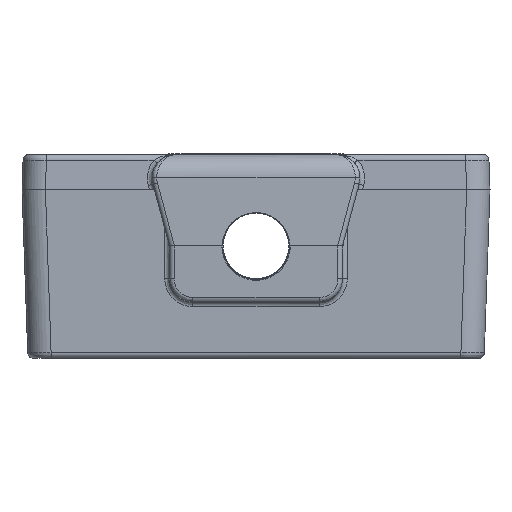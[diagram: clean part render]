
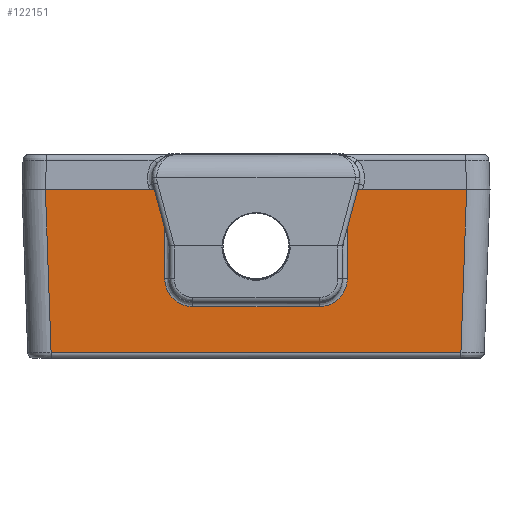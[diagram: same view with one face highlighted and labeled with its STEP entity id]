
A CAD part, left-side view. The second image highlights one B-rep face of the part: STEP entity #122151.
In plain terms, the highlighted planar face has unit normal (-1, 0, -0.018).
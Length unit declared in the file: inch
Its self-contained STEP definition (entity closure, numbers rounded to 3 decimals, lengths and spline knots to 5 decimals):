
#3244 = LINE ( 'NONE', #147161, #110906 ) ;
#7520 = CARTESIAN_POINT ( 'NONE',  ( -2.275, 0.4875, 0.4225 ) ) ;
#10609 = VERTEX_POINT ( 'NONE', #101493 ) ;
#13693 = CARTESIAN_POINT ( 'NONE',  ( -2.2641, -0.3375, -0.20206 ) ) ;
#14494 = CARTESIAN_POINT ( 'NONE',  ( -2.2598, 1.0946, -0.44802 ) ) ;
#15288 = VERTEX_POINT ( 'NONE', #218811 ) ;
#15884 = VECTOR ( 'NONE', #31329, 39.37008 ) ;
#26594 = ORIENTED_EDGE ( 'NONE', *, *, #126289, .F. ) ;
#29967 = EDGE_CURVE ( 'NONE', #10609, #227728, #139260, .T. ) ;
#30074 = CARTESIAN_POINT ( 'NONE',  ( -2.26511, 0.45743, -0.14423 ) ) ;
#31329 = DIRECTION ( 'NONE',  ( -0.017, 0.035, 0.999 ) ) ;
#32882 = CARTESIAN_POINT ( 'NONE',  ( -2.26603, -0.4836, -0.09132 ) ) ;
#35164 = CARTESIAN_POINT ( 'NONE',  ( -2.25184, -1.07867, -0.90408 ) ) ;
#37012 = LINE ( 'NONE', #108950, #221919 ) ;
#38017 = DIRECTION ( 'NONE',  ( 0., -1., 0. ) ) ;
#44898 = VERTEX_POINT ( 'NONE', #145999 ) ;
#46946 = ORIENTED_EDGE ( 'NONE', *, *, #225864, .F. ) ;
#50080 = EDGE_LOOP ( 'NONE', ( #213732, #103390, #46946, #206452, #26594, #176839, #133356, #72663, #51429, #146836 ) ) ;
#50839 = CARTESIAN_POINT ( 'NONE',  ( -2.26637, -0.4875, -0.0717 ) ) ;
#51429 = ORIENTED_EDGE ( 'NONE', *, *, #87323, .F. ) ;
#53957 = LINE ( 'NONE', #14494, #15884 ) ;
#54290 = DIRECTION ( 'NONE',  ( 0.017, 0.035, -0.999 ) ) ;
#55484 = DIRECTION ( 'NONE',  ( 0.017, 0., -1. ) ) ;
#59319 = VERTEX_POINT ( 'NONE', #148014 ) ;
#71840 = CARTESIAN_POINT ( 'NONE',  ( -2.26603, 0.4836, -0.09133 ) ) ;
#72663 = ORIENTED_EDGE ( 'NONE', *, *, #191879, .F. ) ;
#77139 = EDGE_CURVE ( 'NONE', #15288, #10609, #150484, .T. ) ;
#79773 = VECTOR ( 'NONE', #141621, 39.37008 ) ;
#85092 = CARTESIAN_POINT ( 'NONE',  ( -2.26637, 0.48746, -0.0717 ) ) ;
#86272 = CARTESIAN_POINT ( 'NONE',  ( -2.26672, 0.4875, -0.05206 ) ) ;
#87323 = EDGE_CURVE ( 'NONE', #180137, #170429, #159785, .T. ) ;
#87939 = CARTESIAN_POINT ( 'NONE',  ( -2.2654, -0.46858, -0.12761 ) ) ;
#88910 = CARTESIAN_POINT ( 'NONE',  ( -2.26672, 0.4875, -0.05206 ) ) ;
#101493 = CARTESIAN_POINT ( 'NONE',  ( -2.26672, -0.4875, -0.05206 ) ) ;
#103378 = LINE ( 'NONE', #176558, #216019 ) ;
#103390 = ORIENTED_EDGE ( 'NONE', *, *, #187900, .F. ) ;
#105972 = CARTESIAN_POINT ( 'NONE',  ( -2.26672, -0.4875, -0.05206 ) ) ;
#106735 = EDGE_CURVE ( 'NONE', #177869, #180137, #219806, .T. ) ;
#107160 = CARTESIAN_POINT ( 'NONE',  ( -2.26462, -0.42967, -0.17199 ) ) ;
#108950 = CARTESIAN_POINT ( 'NONE',  ( -2.275, -1.375, 0.4225 ) ) ;
#109537 = CARTESIAN_POINT ( 'NONE',  ( -2.26511, -0.45745, -0.14424 ) ) ;
#110906 = VECTOR ( 'NONE', #38017, 39.37008 ) ;
#115249 = CARTESIAN_POINT ( 'NONE',  ( -2.25161, -1.375, -0.91765 ) ) ;
#122151 = ADVANCED_FACE ( 'NONE', ( #133292 ), #206423, .F. ) ;
#124668 = CARTESIAN_POINT ( 'NONE',  ( -2.2654, 0.46861, -0.12763 ) ) ;
#125858 = CARTESIAN_POINT ( 'NONE',  ( -2.2641, 0.35713, -0.20207 ) ) ;
#126289 = EDGE_CURVE ( 'NONE', #227728, #133862, #204377, .T. ) ;
#130060 = DIRECTION ( 'NONE',  ( 0., -1., 0. ) ) ;
#130727 = VECTOR ( 'NONE', #55484, 39.37008 ) ;
#132960 = EDGE_CURVE ( 'NONE', #220896, #177869, #37012, .T. ) ;
#133292 = FACE_OUTER_BOUND ( 'NONE', #50080, .T. ) ;
#133356 = ORIENTED_EDGE ( 'NONE', *, *, #77139, .F. ) ;
#133862 = VERTEX_POINT ( 'NONE', #188065 ) ;
#139260 = LINE ( 'NONE', #161919, #79773 ) ;
#141621 = DIRECTION ( 'NONE',  ( -0.017, 0., 1. ) ) ;
#143956 = CARTESIAN_POINT ( 'NONE',  ( -2.275, -0.4875, 0.4225 ) ) ;
#145999 = CARTESIAN_POINT ( 'NONE',  ( -2.2598, -1.0946, -0.44802 ) ) ;
#146836 = ORIENTED_EDGE ( 'NONE', *, *, #106735, .F. ) ;
#147161 = CARTESIAN_POINT ( 'NONE',  ( -2.2641, -1.375, -0.20206 ) ) ;
#148014 = CARTESIAN_POINT ( 'NONE',  ( -2.25977, 1.0946, -0.44802 ) ) ;
#148541 = DIRECTION ( 'NONE',  ( 0., -1., 0. ) ) ;
#150484 = B_SPLINE_CURVE_WITH_KNOTS ( 'NONE', 3,
 ( #13693, #177969, #162298, #199511, #107160, #109537, #87939, #32882, #50839, #105972 ),
 .UNSPECIFIED., .F., .F.,
 ( 4, 2, 2, 2, 4 ),
 ( 0., 0.25, 0.5, 0.75, 1. ),
 .UNSPECIFIED. ) ;
#154444 = AXIS2_PLACEMENT_3D ( 'NONE', #115249, #188453, #225551 ) ;
#154960 = CARTESIAN_POINT ( 'NONE',  ( -2.2641, 0.3375, -0.20206 ) ) ;
#159785 = B_SPLINE_CURVE_WITH_KNOTS ( 'NONE', 3,
 ( #86272, #85092, #71840, #124668, #30074, #197861, #216985, #179863, #125858, #176326 ),
 .UNSPECIFIED., .F., .F.,
 ( 4, 2, 2, 2, 4 ),
 ( 0., 0.25, 0.5, 0.75, 1. ),
 .UNSPECIFIED. ) ;
#161919 = CARTESIAN_POINT ( 'NONE',  ( -2.25161, -0.4875, -0.91765 ) ) ;
#162298 = CARTESIAN_POINT ( 'NONE',  ( -2.26417, -0.37677, -0.19816 ) ) ;
#170429 = VERTEX_POINT ( 'NONE', #154960 ) ;
#176326 = CARTESIAN_POINT ( 'NONE',  ( -2.2641, 0.3375, -0.20206 ) ) ;
#176558 = CARTESIAN_POINT ( 'NONE',  ( -2.2598, -0.6875, -0.44802 ) ) ;
#176839 = ORIENTED_EDGE ( 'NONE', *, *, #29967, .F. ) ;
#177869 = VERTEX_POINT ( 'NONE', #7520 ) ;
#177969 = CARTESIAN_POINT ( 'NONE',  ( -2.2641, -0.35714, -0.20203 ) ) ;
#179163 = CARTESIAN_POINT ( 'NONE',  ( -2.25161, 0.4875, -0.91765 ) ) ;
#179863 = CARTESIAN_POINT ( 'NONE',  ( -2.26417, 0.37676, -0.19816 ) ) ;
#180137 = VERTEX_POINT ( 'NONE', #88910 ) ;
#184999 = LINE ( 'NONE', #35164, #185008 ) ;
#185008 = VECTOR ( 'NONE', #54290, 39.37008 ) ;
#187900 = EDGE_CURVE ( 'NONE', #59319, #220896, #53957, .T. ) ;
#188065 = CARTESIAN_POINT ( 'NONE',  ( -2.275, -1.125, 0.4225 ) ) ;
#188453 = DIRECTION ( 'NONE',  ( 1., 0., 0.017 ) ) ;
#189351 = EDGE_CURVE ( 'NONE', #133862, #44898, #184999, .T. ) ;
#191879 = EDGE_CURVE ( 'NONE', #170429, #15288, #3244, .T. ) ;
#197861 = CARTESIAN_POINT ( 'NONE',  ( -2.26462, 0.42968, -0.17202 ) ) ;
#199511 = CARTESIAN_POINT ( 'NONE',  ( -2.26443, -0.41306, -0.18317 ) ) ;
#203213 = CARTESIAN_POINT ( 'NONE',  ( -2.275, -1.375, 0.4225 ) ) ;
#204377 = LINE ( 'NONE', #203213, #228149 ) ;
#206423 = PLANE ( 'NONE',  #154444 ) ;
#206452 = ORIENTED_EDGE ( 'NONE', *, *, #189351, .F. ) ;
#213732 = ORIENTED_EDGE ( 'NONE', *, *, #132960, .F. ) ;
#214880 = CARTESIAN_POINT ( 'NONE',  ( -2.275, 1.125, 0.4225 ) ) ;
#216019 = VECTOR ( 'NONE', #234018, 39.37008 ) ;
#216985 = CARTESIAN_POINT ( 'NONE',  ( -2.26443, 0.41305, -0.18314 ) ) ;
#218811 = CARTESIAN_POINT ( 'NONE',  ( -2.2641, -0.3375, -0.20206 ) ) ;
#219806 = LINE ( 'NONE', #179163, #130727 ) ;
#220896 = VERTEX_POINT ( 'NONE', #214880 ) ;
#221919 = VECTOR ( 'NONE', #148541, 39.37008 ) ;
#225551 = DIRECTION ( 'NONE',  ( 0.017, 0., -1. ) ) ;
#225864 = EDGE_CURVE ( 'NONE', #44898, #59319, #103378, .T. ) ;
#227728 = VERTEX_POINT ( 'NONE', #143956 ) ;
#228149 = VECTOR ( 'NONE', #130060, 39.37008 ) ;
#234018 = DIRECTION ( 'NONE',  ( 0., 1., 0. ) ) ;
